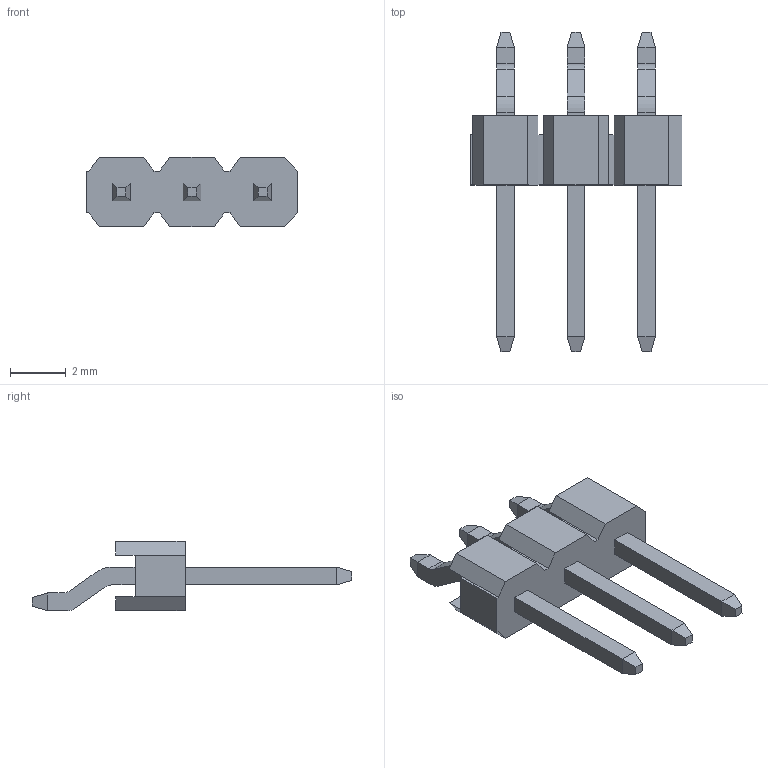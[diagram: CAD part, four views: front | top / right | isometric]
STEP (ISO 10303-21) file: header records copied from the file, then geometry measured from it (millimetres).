
FILE_DESCRIPTION (( 'STEP AP214' ), '1' );
FILE_NAME ('pin_header_a-sl254-ea-g3mp1.STEP', '2018-11-20T17:11:37', ( '' ), ( '' ), 'SwSTEP 2.0', 'SolidWorks 2018', '' );
FILE_SCHEMA (( 'AUTOMOTIVE_DESIGN' ));
Length unit declared in the file: millimetre
Products named in the file (1): pin_header_a-sl254-ea-g3mp1
Bounding box: 7.62 x 11.5 x 2.5 mm (x, y, z)
Volume: 47.2 mm3; surface area: 167.8 mm2
Topology: 1 solids, 1 shells, 118 faces, 294 edges, 184 vertices
Faces by surface type: plane 106, cylinder 12
Entity records: 3888 total; most frequent: CARTESIAN_POINT 597, ORIENTED_EDGE 588, DIRECTION 556, EDGE_CURVE 294, LINE 270, VECTOR 270, VERTEX_POINT 184, AXIS2_PLACEMENT_3D 143
